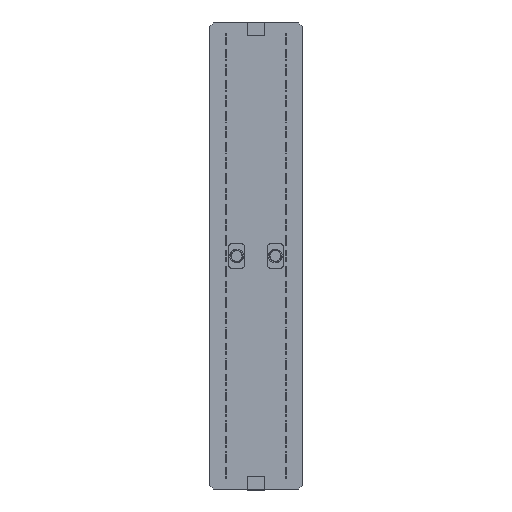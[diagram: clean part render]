
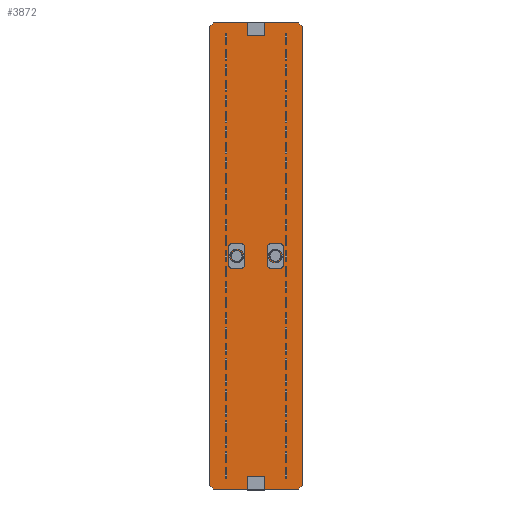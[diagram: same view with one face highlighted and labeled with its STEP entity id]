
A CAD part, top view. The second image highlights one B-rep face of the part: STEP entity #3872.
In plain terms, the highlighted planar face has unit normal (0, 0, 1).
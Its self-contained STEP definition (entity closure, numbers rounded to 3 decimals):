
#414=FACE_OUTER_BOUND('',#586,.T.);
#586=EDGE_LOOP('',(#3008,#3009,#3010,#3011,#3012,#3013,#3014,#3015));
#760=LINE('',#5206,#1320);
#761=LINE('',#5208,#1321);
#762=LINE('',#5210,#1322);
#763=LINE('',#5212,#1323);
#764=LINE('',#5214,#1324);
#765=LINE('',#5216,#1325);
#766=LINE('',#5218,#1326);
#767=LINE('',#5219,#1327);
#1320=VECTOR('',#4252,1.);
#1321=VECTOR('',#4253,10.);
#1322=VECTOR('',#4254,1.);
#1323=VECTOR('',#4255,10.);
#1324=VECTOR('',#4256,1.);
#1325=VECTOR('',#4257,10.);
#1326=VECTOR('',#4258,1.);
#1327=VECTOR('',#4259,10.);
#1880=VERTEX_POINT('',#5204);
#1881=VERTEX_POINT('',#5205);
#1882=VERTEX_POINT('',#5207);
#1883=VERTEX_POINT('',#5209);
#1884=VERTEX_POINT('',#5211);
#1885=VERTEX_POINT('',#5213);
#1886=VERTEX_POINT('',#5215);
#1887=VERTEX_POINT('',#5217);
#2424=EDGE_CURVE('',#1880,#1881,#760,.T.);
#2425=EDGE_CURVE('',#1881,#1882,#761,.T.);
#2426=EDGE_CURVE('',#1882,#1883,#762,.T.);
#2427=EDGE_CURVE('',#1884,#1883,#763,.T.);
#2428=EDGE_CURVE('',#1884,#1885,#764,.F.);
#2429=EDGE_CURVE('',#1886,#1885,#765,.T.);
#2430=EDGE_CURVE('',#1886,#1887,#766,.F.);
#2431=EDGE_CURVE('',#1887,#1880,#767,.T.);
#3008=ORIENTED_EDGE('',*,*,#2424,.T.);
#3009=ORIENTED_EDGE('',*,*,#2425,.T.);
#3010=ORIENTED_EDGE('',*,*,#2426,.T.);
#3011=ORIENTED_EDGE('',*,*,#2427,.F.);
#3012=ORIENTED_EDGE('',*,*,#2428,.T.);
#3013=ORIENTED_EDGE('',*,*,#2429,.F.);
#3014=ORIENTED_EDGE('',*,*,#2430,.T.);
#3015=ORIENTED_EDGE('',*,*,#2431,.T.);
#3712=PLANE('',#4052);
#3872=ADVANCED_FACE('',(#414),#3712,.T.);
#4052=AXIS2_PLACEMENT_3D('',#5203,#4250,#4251);
#4250=DIRECTION('center_axis',(0.,0.,1.));
#4251=DIRECTION('ref_axis',(1.,0.,0.));
#4252=DIRECTION('',(1.,0.,0.));
#4253=DIRECTION('',(0.707,0.707,0.));
#4254=DIRECTION('',(0.,1.,0.));
#4255=DIRECTION('',(0.707,-0.707,0.));
#4256=DIRECTION('',(1.,0.,0.));
#4257=DIRECTION('',(0.707,0.707,0.));
#4258=DIRECTION('',(0.,1.,0.));
#4259=DIRECTION('',(0.707,-0.707,0.));
#5203=CARTESIAN_POINT('Origin',(82.323,315.293,0.8));
#5204=CARTESIAN_POINT('',(27.323,14.293,0.8));
#5205=CARTESIAN_POINT('',(137.323,14.293,0.8));
#5206=CARTESIAN_POINT('',(82.323,14.293,0.8));
#5207=CARTESIAN_POINT('',(142.323,19.293,0.8));
#5208=CARTESIAN_POINT('',(137.323,14.293,0.8));
#5209=CARTESIAN_POINT('',(142.323,611.293,0.8));
#5210=CARTESIAN_POINT('',(142.323,315.293,0.8));
#5211=CARTESIAN_POINT('',(137.323,616.293,0.8));
#5212=CARTESIAN_POINT('',(137.323,616.293,0.8));
#5213=CARTESIAN_POINT('',(27.323,616.293,0.8));
#5214=CARTESIAN_POINT('',(82.323,616.293,0.8));
#5215=CARTESIAN_POINT('',(22.323,611.293,0.8));
#5216=CARTESIAN_POINT('',(22.323,611.293,0.8));
#5217=CARTESIAN_POINT('',(22.323,19.293,0.8));
#5218=CARTESIAN_POINT('',(22.323,315.293,0.8));
#5219=CARTESIAN_POINT('',(22.323,19.293,0.8));
